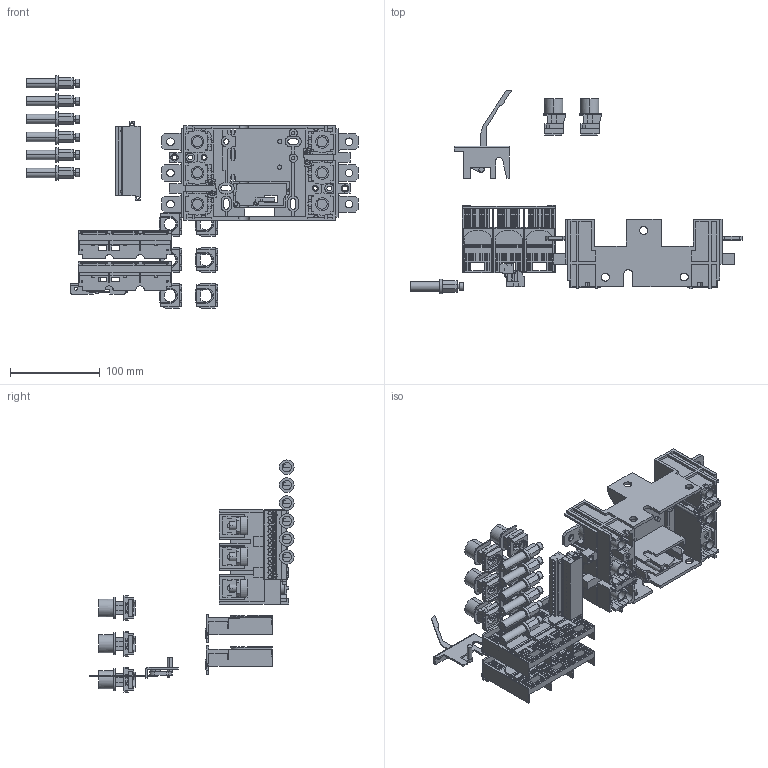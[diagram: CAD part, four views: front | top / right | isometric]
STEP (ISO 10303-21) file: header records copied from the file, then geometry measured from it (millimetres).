
FILE_DESCRIPTION (( 'STEP AP203' ), '1' );
FILE_NAME ('mccb99c-250-pin-3f.ÃÌ Ïàíåëü âòû÷íàÿ äëÿ BA-99C 100-250 ïåðåäíåãî ïðèñîåäèíåíèÿ EKF.STEP', '2024-12-18T05:40:30', ( '' ), ( '' ), 'SwSTEP 2.0', 'SolidWorks 2021', '' );
FILE_SCHEMA (( 'CONFIG_CONTROL_DESIGN' ));
Length unit declared in the file: millimetre
Products named in the file (11): Êîïèÿ Äîï4^mccb99c-250-pin-3f.ÃÌ Ïàíåëü âòû÷íàÿ äëÿ BA-99C 100-250 ïåðåäíåãî ïðèñîåäèíåíèÿ EKF; Êîïèÿ mccb99c-250-pin-3f.ÃÌ Ïàíåëü âòû÷íàÿ äëÿ BA-99C 100-250 ïåðåäíåãî ïðèñîåäèíåíèÿ EKF^mccb99c-250-pin-3f.ÃÌ Ïàíåëü âòû÷íàÿ äëÿ BA-99C 100-250 ïåðåäíåãî ïðèñîåäèíåíèÿ EKF_00; mccb99c-250-pin-3f.ÃÌ Ïàíåëü âòû÷íàÿ äëÿ BA-99C 100-250 ïåðåäíåãî ïðèñîåäèíåíèÿ EKF; Êîïèÿ mvstbu_2.5-15-gb-5.08.stp^Êîïèÿ 38079.stp_Êîïèÿ 38079_Êîïèÿ Äîï2_mccb99c-250-pin-3f.ÃÌ Ïàíåëü âòû÷íàÿ äëÿ BA-99C 100-250 ïåðåäíåãî ïðèñîåäèíåíèÿ EKF; Êîïèÿ Äîï3^mccb99c-250-pin-3f.ÃÌ Ïàíåëü âòû÷íàÿ äëÿ BA-99C 100-250 ïåðåäíåãî ïðèñîåäèíåíèÿ EKF; Êîïèÿ 38079^Êîïèÿ Äîï2_mccb99c-250-pin-3f.ÃÌ Ïàíåëü âòû÷íàÿ äëÿ BA-99C 100-250 ïåðåäíåãî ïðèñîåäèíåíèÿ EKF; Êîïèÿ Äîï1^mccb99c-250-pin-3f.ÃÌ Ïàíåëü âòû÷íàÿ äëÿ BA-99C 100-250 ïåðåäíåãî ïðèñîåäèíåíèÿ EKF; Êîïèÿ Äîï5^mccb99c-250-pin-3f.ÃÌ Ïàíåëü âòû÷íàÿ äëÿ BA-99C 100-250 ïåðåäíåãî ïðèñîåäèíåíèÿ EKF; Êîïèÿ 38079.stp^Êîïèÿ 38079_Êîïèÿ Äîï2_mccb99c-250-pin-3f.ÃÌ Ïàíåëü âòû÷íàÿ äëÿ BA-99C 100-250 ïåðåäíåãî ïðèñîåäèíåíèÿ EKF; Êîïèÿ Äîï2^mccb99c-250-pin-3f.ÃÌ Ïàíåëü âòû÷íàÿ äëÿ BA-99C 100-250 ïåðåäíåãî ïðèñîåäèíåíèÿ EKF; Êîïèÿ 58105^Êîïèÿ Äîï2_mccb99c-250-pin-3f.ÃÌ Ïàíåëü âòû÷íàÿ äëÿ BA-99C 100-250 ïåðåäíåãî ïðèñîåäèíåíèÿ EKF
Assembly tree (21 placements, depth 5):
  mccb99c-250-pin-3f.ÃÌ Ïàíåëü âòû÷íàÿ äëÿ BA-99C 100-250 ïåðåäíåãî ïðèñîåäèíåíèÿ EKF
    Êîïèÿ mccb99c-250-pin-3f.ÃÌ Ïàíåëü âòû÷íàÿ äëÿ BA-99C 100-250 ïåðåäíåãî ïðèñîåäèíåíèÿ EKF^mccb99c-250-pin-3f.ÃÌ Ïàíåëü âòû÷íàÿ äëÿ BA-99C 100-250 ïåðåäíåãî ïðèñîåäèíåíèÿ EKF_00
    Êîïèÿ Äîï1^mccb99c-250-pin-3f.ÃÌ Ïàíåëü âòû÷íàÿ äëÿ BA-99C 100-250 ïåðåäíåãî ïðèñîåäèíåíèÿ EKF  x2
    Êîïèÿ Äîï2^mccb99c-250-pin-3f.ÃÌ Ïàíåëü âòû÷íàÿ äëÿ BA-99C 100-250 ïåðåäíåãî ïðèñîåäèíåíèÿ EKF
      Êîïèÿ 58105^Êîïèÿ Äîï2_mccb99c-250-pin-3f.ÃÌ Ïàíåëü âòû÷íàÿ äëÿ BA-99C 100-250 ïåðåäíåãî ïðèñîåäèíåíèÿ EKF
      Êîïèÿ 38079^Êîïèÿ Äîï2_mccb99c-250-pin-3f.ÃÌ Ïàíåëü âòû÷íàÿ äëÿ BA-99C 100-250 ïåðåäíåãî ïðèñîåäèíåíèÿ EKF
        Êîïèÿ 38079.stp^Êîïèÿ 38079_Êîïèÿ Äîï2_mccb99c-250-pin-3f.ÃÌ Ïàíåëü âòû÷íàÿ äëÿ BA-99C 100-250 ïåðåäíåãî ïðèñîåäèíåíèÿ EKF
          Êîïèÿ mvstbu_2.5-15-gb-5.08.stp^Êîïèÿ 38079.stp_Êîïèÿ 38079_Êîïèÿ Äîï2_mccb99c-250-pin-3f.ÃÌ Ïàíåëü âòû÷íàÿ äëÿ BA-99C 100-250 ïåðåäíåãî ïðèñîåäèíåíèÿ EKF
    Êîïèÿ Äîï3^mccb99c-250-pin-3f.ÃÌ Ïàíåëü âòû÷íàÿ äëÿ BA-99C 100-250 ïåðåäíåãî ïðèñîåäèíåíèÿ EKF  x6
    Êîïèÿ Äîï4^mccb99c-250-pin-3f.ÃÌ Ïàíåëü âòû÷íàÿ äëÿ BA-99C 100-250 ïåðåäíåãî ïðèñîåäèíåíèÿ EKF
    Êîïèÿ Äîï5^mccb99c-250-pin-3f.ÃÌ Ïàíåëü âòû÷íàÿ äëÿ BA-99C 100-250 ïåðåäíåãî ïðèñîåäèíåíèÿ EKF  x6
Bounding box: 370.03 x 227.39 x 258.74 mm (x, y, z)
Volume: 603228.6 mm3; surface area: 362412.9 mm2
Topology: 41 solids, 41 shells, 4695 faces, 12669 edges, 8313 vertices
Faces by surface type: plane 3839, cylinder 742, cone 64, sphere 38, torus 12
Entity records: 105053 total; most frequent: CARTESIAN_POINT 18691, ORIENTED_EDGE 17790, DIRECTION 17032, EDGE_CURVE 8895, VECTOR 7338, LINE 7338, VERTEX_POINT 5827, AXIS2_PLACEMENT_3D 4847
